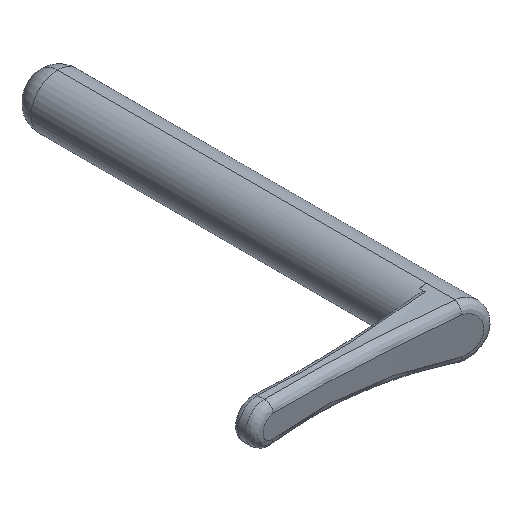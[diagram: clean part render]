
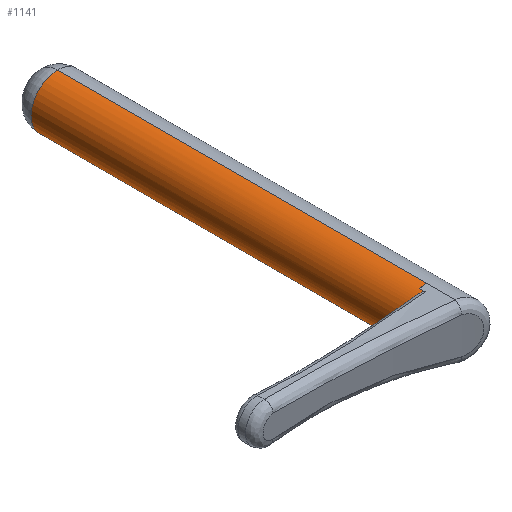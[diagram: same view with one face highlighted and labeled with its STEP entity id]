
A CAD part, isometric view. The second image highlights one B-rep face of the part: STEP entity #1141.
In plain terms, the highlighted cylindrical face has radius 4.75 mm (diameter 9.5 mm), a partial arc.
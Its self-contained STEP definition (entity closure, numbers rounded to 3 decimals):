
#12 = CARTESIAN_POINT ( 'NONE',  ( -12.656, 10., 8.939 ) ) ;
#26 = EDGE_CURVE ( 'NONE', #830, #541, #279, .T. ) ;
#41 = CARTESIAN_POINT ( 'NONE',  ( -8., 10., 8. ) ) ;
#75 = CIRCLE ( 'NONE', #650, 4.75 ) ;
#88 = CARTESIAN_POINT ( 'NONE',  ( -9.296, 10., 12.57 ) ) ;
#90 = CARTESIAN_POINT ( 'NONE',  ( -9.41, 9.195, 12.536 ) ) ;
#94 = VECTOR ( 'NONE', #307, 1000. ) ;
#129 = CARTESIAN_POINT ( 'NONE',  ( -11.425, 10., 4.709 ) ) ;
#136 = CARTESIAN_POINT ( 'NONE',  ( -8., 76., 8. ) ) ;
#143 = ORIENTED_EDGE ( 'NONE', *, *, #216, .T. ) ;
#150 = ORIENTED_EDGE ( 'NONE', *, *, #1093, .F. ) ;
#161 =( BOUNDED_CURVE ( )  B_SPLINE_CURVE ( 3, ( #408, #969, #202, #12 ),
 .UNSPECIFIED., .F., .T. ) 
 B_SPLINE_CURVE_WITH_KNOTS ( ( 4, 4 ),
 ( 2.943, 3.341 ),
 .UNSPECIFIED. ) 
 CURVE ( )  GEOMETRIC_REPRESENTATION_ITEM ( )  RATIONAL_B_SPLINE_CURVE ( ( 1., 0.987, 0.987, 1. ) ) 
 REPRESENTATION_ITEM ( '' )  );
#185 = CARTESIAN_POINT ( 'NONE',  ( -10.169, 9.638, 12.232 ) ) ;
#187 = ORIENTED_EDGE ( 'NONE', *, *, #788, .T. ) ;
#197 = LINE ( 'NONE', #777, #94 ) ;
#202 = CARTESIAN_POINT ( 'NONE',  ( -12.782, 10.125, 8.317 ) ) ;
#212 = VERTEX_POINT ( 'NONE', #129 ) ;
#216 = EDGE_CURVE ( 'NONE', #433, #602, #888, .T. ) ;
#226 = DIRECTION ( 'NONE',  ( 0., -1., 0. ) ) ;
#246 = ORIENTED_EDGE ( 'NONE', *, *, #26, .F. ) ;
#258 = CARTESIAN_POINT ( 'NONE',  ( -9.456, 9.231, 3.478 ) ) ;
#265 = CARTESIAN_POINT ( 'NONE',  ( -11.263, 10., 4.54 ) ) ;
#276 = CARTESIAN_POINT ( 'NONE',  ( -10.548, 9.8, 3.986 ) ) ;
#279 = LINE ( 'NONE', #88, #451 ) ;
#293 = FACE_OUTER_BOUND ( 'NONE', #903, .T. ) ;
#295 = B_SPLINE_CURVE_WITH_KNOTS ( 'NONE', 3,
 ( #467, #551, #858, #1023, #1044, #185, #1142, #562, #948, #1236, #90, #471, #760, #1118 ),
 .UNSPECIFIED., .F., .F.,
 ( 4, 2, 2, 2, 2, 2, 4 ),
 ( 0., 0.001, 0.001, 0.002, 0.002, 0.003, 0.003 ),
 .UNSPECIFIED. ) ;
#299 = CARTESIAN_POINT ( 'NONE',  ( -8., 76., 3.25 ) ) ;
#305 = EDGE_CURVE ( 'NONE', #786, #812, #850, .T. ) ;
#307 = DIRECTION ( 'NONE',  ( 0., 1., 0. ) ) ;
#312 = CIRCLE ( 'NONE', #1014, 4.75 ) ;
#317 = CARTESIAN_POINT ( 'NONE',  ( -8., 76., 12.75 ) ) ;
#319 = CARTESIAN_POINT ( 'NONE',  ( -8., 80., 3.25 ) ) ;
#336 = AXIS2_PLACEMENT_3D ( 'NONE', #398, #778, #695 ) ;
#345 = VERTEX_POINT ( 'NONE', #317 ) ;
#350 = VERTEX_POINT ( 'NONE', #1241 ) ;
#353 = CARTESIAN_POINT ( 'NONE',  ( -11.425, 10., 11.291 ) ) ;
#355 = ORIENTED_EDGE ( 'NONE', *, *, #864, .T. ) ;
#359 = CARTESIAN_POINT ( 'NONE',  ( -11.088, 9.967, 4.384 ) ) ;
#385 = CARTESIAN_POINT ( 'NONE',  ( -11.425, 10., 4.709 ) ) ;
#398 = CARTESIAN_POINT ( 'NONE',  ( -8., 10., 8. ) ) ;
#408 = CARTESIAN_POINT ( 'NONE',  ( -12.656, 10., 7.061 ) ) ;
#433 = VERTEX_POINT ( 'NONE', #299 ) ;
#440 = EDGE_CURVE ( 'NONE', #350, #786, #161, .T. ) ;
#449 = VERTEX_POINT ( 'NONE', #482 ) ;
#451 = VECTOR ( 'NONE', #1057, 1000. ) ;
#452 = CARTESIAN_POINT ( 'NONE',  ( -9.976, 9.546, 3.676 ) ) ;
#456 = DIRECTION ( 'NONE',  ( 0., 1., 0. ) ) ;
#467 = CARTESIAN_POINT ( 'NONE',  ( -11.425, 10., 11.291 ) ) ;
#471 = CARTESIAN_POINT ( 'NONE',  ( -9.332, 9.111, 12.559 ) ) ;
#482 = CARTESIAN_POINT ( 'NONE',  ( -9.296, 9., 3.43 ) ) ;
#493 = CIRCLE ( 'NONE', #873, 4.75 ) ;
#506 = ORIENTED_EDGE ( 'NONE', *, *, #1227, .F. ) ;
#507 = CARTESIAN_POINT ( 'NONE',  ( -9.296, 9., 12.57 ) ) ;
#517 = DIRECTION ( 'NONE',  ( 0., -1., 0. ) ) ;
#536 = ORIENTED_EDGE ( 'NONE', *, *, #971, .T. ) ;
#539 = CARTESIAN_POINT ( 'NONE',  ( -9.296, 10., 12.57 ) ) ;
#541 = VERTEX_POINT ( 'NONE', #507 ) ;
#551 = CARTESIAN_POINT ( 'NONE',  ( -11.262, 10., 11.46 ) ) ;
#561 = CARTESIAN_POINT ( 'NONE',  ( -8., 10., 3.25 ) ) ;
#562 = CARTESIAN_POINT ( 'NONE',  ( -9.689, 9.387, 12.441 ) ) ;
#564 = EDGE_CURVE ( 'NONE', #602, #699, #771, .T. ) ;
#602 = VERTEX_POINT ( 'NONE', #561 ) ;
#632 = CARTESIAN_POINT ( 'NONE',  ( -8., 10., 12.75 ) ) ;
#647 = AXIS2_PLACEMENT_3D ( 'NONE', #848, #456, #1046 ) ;
#650 = AXIS2_PLACEMENT_3D ( 'NONE', #1152, #693, #682 ) ;
#656 = CARTESIAN_POINT ( 'NONE',  ( -9.594, 9.33, 3.524 ) ) ;
#672 = CARTESIAN_POINT ( 'NONE',  ( -8., 80., 8. ) ) ;
#676 = CYLINDRICAL_SURFACE ( 'NONE', #1015, 4.75 ) ;
#682 = DIRECTION ( 'NONE',  ( 0., 0., -1. ) ) ;
#690 = VECTOR ( 'NONE', #1202, 1000. ) ;
#693 = DIRECTION ( 'NONE',  ( 0., 1., 0. ) ) ;
#695 = DIRECTION ( 'NONE',  ( 0., 0., -1. ) ) ;
#699 = VERTEX_POINT ( 'NONE', #773 ) ;
#706 = ORIENTED_EDGE ( 'NONE', *, *, #305, .T. ) ;
#744 = ORIENTED_EDGE ( 'NONE', *, *, #1128, .T. ) ;
#760 = CARTESIAN_POINT ( 'NONE',  ( -9.296, 9.059, 12.57 ) ) ;
#771 = CIRCLE ( 'NONE', #647, 4.75 ) ;
#773 = CARTESIAN_POINT ( 'NONE',  ( -9.296, 10., 3.43 ) ) ;
#777 = CARTESIAN_POINT ( 'NONE',  ( -9.296, 9., 3.43 ) ) ;
#778 = DIRECTION ( 'NONE',  ( 0., 1., 0. ) ) ;
#786 = VERTEX_POINT ( 'NONE', #906 ) ;
#788 = EDGE_CURVE ( 'NONE', #212, #350, #312, .T. ) ;
#806 = B_SPLINE_CURVE_WITH_KNOTS ( 'NONE', 3,
 ( #852, #1130, #1135, #1212, #258, #656, #1222, #452, #1038, #276, #1124, #359, #265, #385 ),
 .UNSPECIFIED., .F., .F.,
 ( 4, 2, 2, 2, 2, 2, 4 ),
 ( 0., 0., 0., 0.001, 0.001, 0.002, 0.003 ),
 .UNSPECIFIED. ) ;
#810 = DIRECTION ( 'NONE',  ( 0., 1., 0. ) ) ;
#812 = VERTEX_POINT ( 'NONE', #353 ) ;
#815 = CARTESIAN_POINT ( 'NONE',  ( -8., 80., 12.75 ) ) ;
#820 = LINE ( 'NONE', #815, #690 ) ;
#828 = DIRECTION ( 'NONE',  ( 0., 0., -1. ) ) ;
#830 = VERTEX_POINT ( 'NONE', #539 ) ;
#848 = CARTESIAN_POINT ( 'NONE',  ( -8., 10., 8. ) ) ;
#850 = CIRCLE ( 'NONE', #336, 4.75 ) ;
#852 = CARTESIAN_POINT ( 'NONE',  ( -9.296, 9., 3.43 ) ) ;
#858 = CARTESIAN_POINT ( 'NONE',  ( -11.091, 9.968, 11.614 ) ) ;
#864 = EDGE_CURVE ( 'NONE', #345, #433, #493, .T. ) ;
#871 = VECTOR ( 'NONE', #226, 1000. ) ;
#873 = AXIS2_PLACEMENT_3D ( 'NONE', #136, #517, #1102 ) ;
#888 = LINE ( 'NONE', #319, #871 ) ;
#903 = EDGE_LOOP ( 'NONE', ( #506, #355, #143, #1175, #150, #536, #187, #1110, #706, #995, #246, #744 ) ) ;
#906 = CARTESIAN_POINT ( 'NONE',  ( -12.656, 10., 8.939 ) ) ;
#948 = CARTESIAN_POINT ( 'NONE',  ( -9.592, 9.33, 12.476 ) ) ;
#969 = CARTESIAN_POINT ( 'NONE',  ( -12.782, 10.125, 7.683 ) ) ;
#971 = EDGE_CURVE ( 'NONE', #449, #212, #806, .T. ) ;
#995 = ORIENTED_EDGE ( 'NONE', *, *, #1035, .T. ) ;
#1007 = VERTEX_POINT ( 'NONE', #632 ) ;
#1014 = AXIS2_PLACEMENT_3D ( 'NONE', #41, #810, #828 ) ;
#1015 = AXIS2_PLACEMENT_3D ( 'NONE', #672, #1060, #1157 ) ;
#1023 = CARTESIAN_POINT ( 'NONE',  ( -10.732, 9.868, 11.893 ) ) ;
#1035 = EDGE_CURVE ( 'NONE', #812, #541, #295, .T. ) ;
#1038 = CARTESIAN_POINT ( 'NONE',  ( -10.169, 9.638, 3.769 ) ) ;
#1044 = CARTESIAN_POINT ( 'NONE',  ( -10.545, 9.798, 12.017 ) ) ;
#1046 = DIRECTION ( 'NONE',  ( 0., 0., -1. ) ) ;
#1057 = DIRECTION ( 'NONE',  ( 0., -1., 0. ) ) ;
#1060 = DIRECTION ( 'NONE',  ( 0., -1., 0. ) ) ;
#1093 = EDGE_CURVE ( 'NONE', #449, #699, #197, .T. ) ;
#1102 = DIRECTION ( 'NONE',  ( 0., 0., 1. ) ) ;
#1110 = ORIENTED_EDGE ( 'NONE', *, *, #440, .T. ) ;
#1118 = CARTESIAN_POINT ( 'NONE',  ( -9.296, 9., 12.57 ) ) ;
#1124 = CARTESIAN_POINT ( 'NONE',  ( -10.732, 9.868, 4.108 ) ) ;
#1128 = EDGE_CURVE ( 'NONE', #830, #1007, #75, .T. ) ;
#1130 = CARTESIAN_POINT ( 'NONE',  ( -9.296, 9.06, 3.43 ) ) ;
#1135 = CARTESIAN_POINT ( 'NONE',  ( -9.333, 9.112, 3.441 ) ) ;
#1141 = ADVANCED_FACE ( 'NONE', ( #293 ), #676, .T. ) ;
#1142 = CARTESIAN_POINT ( 'NONE',  ( -9.977, 9.547, 12.324 ) ) ;
#1152 = CARTESIAN_POINT ( 'NONE',  ( -8., 10., 8. ) ) ;
#1157 = DIRECTION ( 'NONE',  ( 0., 0., -1. ) ) ;
#1175 = ORIENTED_EDGE ( 'NONE', *, *, #564, .T. ) ;
#1202 = DIRECTION ( 'NONE',  ( 0., -1., 0. ) ) ;
#1212 = CARTESIAN_POINT ( 'NONE',  ( -9.411, 9.195, 3.464 ) ) ;
#1222 = CARTESIAN_POINT ( 'NONE',  ( -9.689, 9.387, 3.559 ) ) ;
#1227 = EDGE_CURVE ( 'NONE', #345, #1007, #820, .T. ) ;
#1236 = CARTESIAN_POINT ( 'NONE',  ( -9.455, 9.23, 12.522 ) ) ;
#1241 = CARTESIAN_POINT ( 'NONE',  ( -12.656, 10., 7.061 ) ) ;
